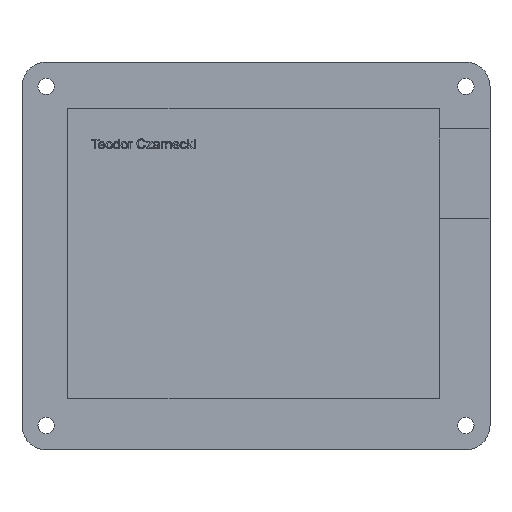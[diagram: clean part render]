
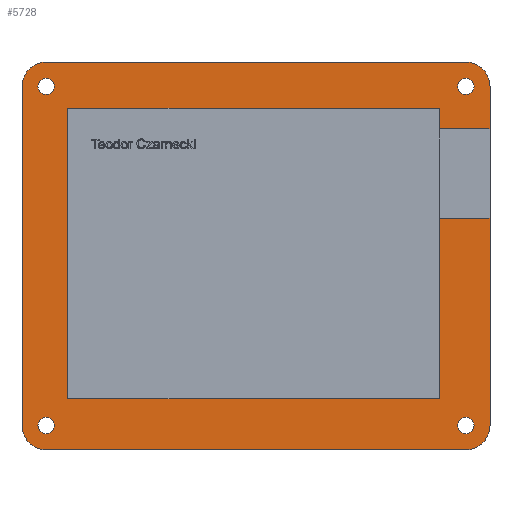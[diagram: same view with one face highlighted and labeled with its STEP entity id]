
A CAD part, top view. The second image highlights one B-rep face of the part: STEP entity #5728.
In plain terms, the highlighted planar face has unit normal (0, 0, 1).
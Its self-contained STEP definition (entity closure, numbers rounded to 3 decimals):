
#19=CIRCLE('',#5872,5.);
#21=CIRCLE('',#5876,5.);
#22=CIRCLE('',#5877,5.);
#23=CIRCLE('',#5878,5.);
#24=CIRCLE('',#5879,1.7);
#25=CIRCLE('',#5880,1.7);
#26=CIRCLE('',#5881,1.7);
#27=CIRCLE('',#5882,1.7);
#77=FACE_BOUND('',#824,.T.);
#78=FACE_BOUND('',#825,.T.);
#79=FACE_BOUND('',#826,.T.);
#80=FACE_BOUND('',#827,.T.);
#190=PLANE('',#5875);
#490=FACE_OUTER_BOUND('',#823,.T.);
#823=EDGE_LOOP('',(#5127,#5128,#5129,#5130,#5131,#5132,#5133,#5134,#5135,
#5136,#5137,#5138,#5139,#5140,#5141,#5142));
#824=EDGE_LOOP('',(#5143));
#825=EDGE_LOOP('',(#5144));
#826=EDGE_LOOP('',(#5145));
#827=EDGE_LOOP('',(#5146));
#1284=LINE('',#11377,#1747);
#1287=LINE('',#11383,#1750);
#1288=LINE('',#11385,#1751);
#1289=LINE('',#11387,#1752);
#1290=LINE('',#11389,#1753);
#1291=LINE('',#11391,#1754);
#1292=LINE('',#11393,#1755);
#1293=LINE('',#11395,#1756);
#1294=LINE('',#11397,#1757);
#1295=LINE('',#11399,#1758);
#1296=LINE('',#11403,#1759);
#1297=LINE('',#11407,#1760);
#1747=VECTOR('',#6559,10.);
#1750=VECTOR('',#6564,10.);
#1751=VECTOR('',#6565,10.);
#1752=VECTOR('',#6566,10.);
#1753=VECTOR('',#6567,10.);
#1754=VECTOR('',#6568,10.);
#1755=VECTOR('',#6569,10.);
#1756=VECTOR('',#6570,10.);
#1757=VECTOR('',#6571,10.);
#1758=VECTOR('',#6572,10.);
#1759=VECTOR('',#6575,10.);
#1760=VECTOR('',#6578,10.);
#2673=VERTEX_POINT('',#11367);
#2674=VERTEX_POINT('',#11368);
#2677=VERTEX_POINT('',#11376);
#2679=VERTEX_POINT('',#11382);
#2680=VERTEX_POINT('',#11384);
#2681=VERTEX_POINT('',#11386);
#2682=VERTEX_POINT('',#11388);
#2683=VERTEX_POINT('',#11390);
#2684=VERTEX_POINT('',#11392);
#2685=VERTEX_POINT('',#11394);
#2686=VERTEX_POINT('',#11396);
#2687=VERTEX_POINT('',#11398);
#2688=VERTEX_POINT('',#11400);
#2689=VERTEX_POINT('',#11402);
#2690=VERTEX_POINT('',#11404);
#2691=VERTEX_POINT('',#11406);
#2692=VERTEX_POINT('',#11409);
#2693=VERTEX_POINT('',#11411);
#2694=VERTEX_POINT('',#11413);
#2695=VERTEX_POINT('',#11415);
#3498=EDGE_CURVE('',#2673,#2674,#19,.T.);
#3502=EDGE_CURVE('',#2677,#2674,#1284,.T.);
#3505=EDGE_CURVE('',#2673,#2679,#1287,.T.);
#3506=EDGE_CURVE('',#2679,#2680,#1288,.T.);
#3507=EDGE_CURVE('',#2680,#2681,#1289,.T.);
#3508=EDGE_CURVE('',#2681,#2682,#1290,.T.);
#3509=EDGE_CURVE('',#2682,#2683,#1291,.T.);
#3510=EDGE_CURVE('',#2683,#2684,#1292,.T.);
#3511=EDGE_CURVE('',#2684,#2685,#1293,.T.);
#3512=EDGE_CURVE('',#2685,#2686,#1294,.T.);
#3513=EDGE_CURVE('',#2686,#2687,#1295,.T.);
#3514=EDGE_CURVE('',#2688,#2687,#21,.T.);
#3515=EDGE_CURVE('',#2688,#2689,#1296,.T.);
#3516=EDGE_CURVE('',#2690,#2689,#22,.T.);
#3517=EDGE_CURVE('',#2690,#2691,#1297,.T.);
#3518=EDGE_CURVE('',#2677,#2691,#23,.T.);
#3519=EDGE_CURVE('',#2692,#2692,#24,.T.);
#3520=EDGE_CURVE('',#2693,#2693,#25,.T.);
#3521=EDGE_CURVE('',#2694,#2694,#26,.T.);
#3522=EDGE_CURVE('',#2695,#2695,#27,.T.);
#5127=ORIENTED_EDGE('',*,*,#3498,.F.);
#5128=ORIENTED_EDGE('',*,*,#3505,.T.);
#5129=ORIENTED_EDGE('',*,*,#3506,.T.);
#5130=ORIENTED_EDGE('',*,*,#3507,.T.);
#5131=ORIENTED_EDGE('',*,*,#3508,.T.);
#5132=ORIENTED_EDGE('',*,*,#3509,.T.);
#5133=ORIENTED_EDGE('',*,*,#3510,.T.);
#5134=ORIENTED_EDGE('',*,*,#3511,.T.);
#5135=ORIENTED_EDGE('',*,*,#3512,.T.);
#5136=ORIENTED_EDGE('',*,*,#3513,.T.);
#5137=ORIENTED_EDGE('',*,*,#3514,.F.);
#5138=ORIENTED_EDGE('',*,*,#3515,.T.);
#5139=ORIENTED_EDGE('',*,*,#3516,.F.);
#5140=ORIENTED_EDGE('',*,*,#3517,.T.);
#5141=ORIENTED_EDGE('',*,*,#3518,.F.);
#5142=ORIENTED_EDGE('',*,*,#3502,.T.);
#5143=ORIENTED_EDGE('',*,*,#3519,.T.);
#5144=ORIENTED_EDGE('',*,*,#3520,.T.);
#5145=ORIENTED_EDGE('',*,*,#3521,.T.);
#5146=ORIENTED_EDGE('',*,*,#3522,.T.);
#5728=ADVANCED_FACE('',(#490,#77,#78,#79,#80),#190,.T.);
#5872=AXIS2_PLACEMENT_3D('',#11369,#6551,#6552);
#5875=AXIS2_PLACEMENT_3D('',#11381,#6562,#6563);
#5876=AXIS2_PLACEMENT_3D('',#11401,#6573,#6574);
#5877=AXIS2_PLACEMENT_3D('',#11405,#6576,#6577);
#5878=AXIS2_PLACEMENT_3D('',#11408,#6579,#6580);
#5879=AXIS2_PLACEMENT_3D('',#11410,#6581,#6582);
#5880=AXIS2_PLACEMENT_3D('',#11412,#6583,#6584);
#5881=AXIS2_PLACEMENT_3D('',#11414,#6585,#6586);
#5882=AXIS2_PLACEMENT_3D('',#11416,#6587,#6588);
#6551=DIRECTION('center_axis',(0.,0.,-1.));
#6552=DIRECTION('ref_axis',(0.707,-0.707,0.));
#6559=DIRECTION('',(1.,0.,0.));
#6562=DIRECTION('center_axis',(0.,0.,1.));
#6563=DIRECTION('ref_axis',(1.,0.,0.));
#6564=DIRECTION('',(0.,1.,0.));
#6565=DIRECTION('',(-1.,0.,0.));
#6566=DIRECTION('',(0.,-1.,0.));
#6567=DIRECTION('',(-1.,0.,0.));
#6568=DIRECTION('',(0.,1.,0.));
#6569=DIRECTION('',(1.,0.,0.));
#6570=DIRECTION('',(0.,-1.,0.));
#6571=DIRECTION('',(1.,0.,0.));
#6572=DIRECTION('',(0.,1.,0.));
#6573=DIRECTION('center_axis',(0.,0.,-1.));
#6574=DIRECTION('ref_axis',(0.707,0.707,0.));
#6575=DIRECTION('',(-1.,0.,0.));
#6576=DIRECTION('center_axis',(0.,0.,-1.));
#6577=DIRECTION('ref_axis',(-0.707,0.707,0.));
#6578=DIRECTION('',(0.,-1.,0.));
#6579=DIRECTION('center_axis',(0.,0.,-1.));
#6580=DIRECTION('ref_axis',(-0.707,-0.707,0.));
#6581=DIRECTION('center_axis',(0.,0.,-1.));
#6582=DIRECTION('ref_axis',(1.,0.,0.));
#6583=DIRECTION('center_axis',(0.,0.,-1.));
#6584=DIRECTION('ref_axis',(1.,0.,0.));
#6585=DIRECTION('center_axis',(0.,0.,-1.));
#6586=DIRECTION('ref_axis',(1.,0.,0.));
#6587=DIRECTION('center_axis',(0.,0.,-1.));
#6588=DIRECTION('ref_axis',(1.,0.,0.));
#11367=CARTESIAN_POINT('',(20.141,-46.296,13.));
#11368=CARTESIAN_POINT('',(15.141,-51.296,13.));
#11369=CARTESIAN_POINT('Origin',(15.141,-46.296,13.));
#11376=CARTESIAN_POINT('',(-71.719,-51.296,13.));
#11377=CARTESIAN_POINT('',(20.141,-51.296,13.));
#11381=CARTESIAN_POINT('Origin',(15.141,23.914,13.));
#11382=CARTESIAN_POINT('',(20.141,-3.396,13.));
#11383=CARTESIAN_POINT('',(20.141,28.914,13.));
#11384=CARTESIAN_POINT('',(9.641,-3.396,13.));
#11385=CARTESIAN_POINT('',(17.641,-3.396,13.));
#11386=CARTESIAN_POINT('',(9.641,-40.796,13.));
#11387=CARTESIAN_POINT('',(9.641,19.414,13.));
#11388=CARTESIAN_POINT('',(-67.219,-40.796,13.));
#11389=CARTESIAN_POINT('',(9.641,-40.796,13.));
#11390=CARTESIAN_POINT('',(-67.219,19.414,13.));
#11391=CARTESIAN_POINT('',(-67.219,-40.796,13.));
#11392=CARTESIAN_POINT('',(9.641,19.414,13.));
#11393=CARTESIAN_POINT('',(-67.219,19.414,13.));
#11394=CARTESIAN_POINT('',(9.641,15.104,13.));
#11395=CARTESIAN_POINT('',(9.641,19.414,13.));
#11396=CARTESIAN_POINT('',(20.141,15.104,13.));
#11397=CARTESIAN_POINT('',(12.391,15.104,13.));
#11398=CARTESIAN_POINT('',(20.141,23.914,13.));
#11399=CARTESIAN_POINT('',(20.141,28.914,13.));
#11400=CARTESIAN_POINT('',(15.141,28.914,13.));
#11401=CARTESIAN_POINT('Origin',(15.141,23.914,13.));
#11402=CARTESIAN_POINT('',(-71.719,28.914,13.));
#11403=CARTESIAN_POINT('',(-76.719,28.914,13.));
#11404=CARTESIAN_POINT('',(-76.719,23.914,13.));
#11405=CARTESIAN_POINT('Origin',(-71.719,23.914,13.));
#11406=CARTESIAN_POINT('',(-76.719,-46.296,13.));
#11407=CARTESIAN_POINT('',(-76.719,-51.296,13.));
#11408=CARTESIAN_POINT('Origin',(-71.719,-46.296,13.));
#11409=CARTESIAN_POINT('',(13.441,23.914,13.));
#11410=CARTESIAN_POINT('Origin',(15.141,23.914,13.));
#11411=CARTESIAN_POINT('',(-73.419,-46.296,13.));
#11412=CARTESIAN_POINT('Origin',(-71.719,-46.296,13.));
#11413=CARTESIAN_POINT('',(-73.419,23.914,13.));
#11414=CARTESIAN_POINT('Origin',(-71.719,23.914,13.));
#11415=CARTESIAN_POINT('',(13.441,-46.296,13.));
#11416=CARTESIAN_POINT('Origin',(15.141,-46.296,13.));
